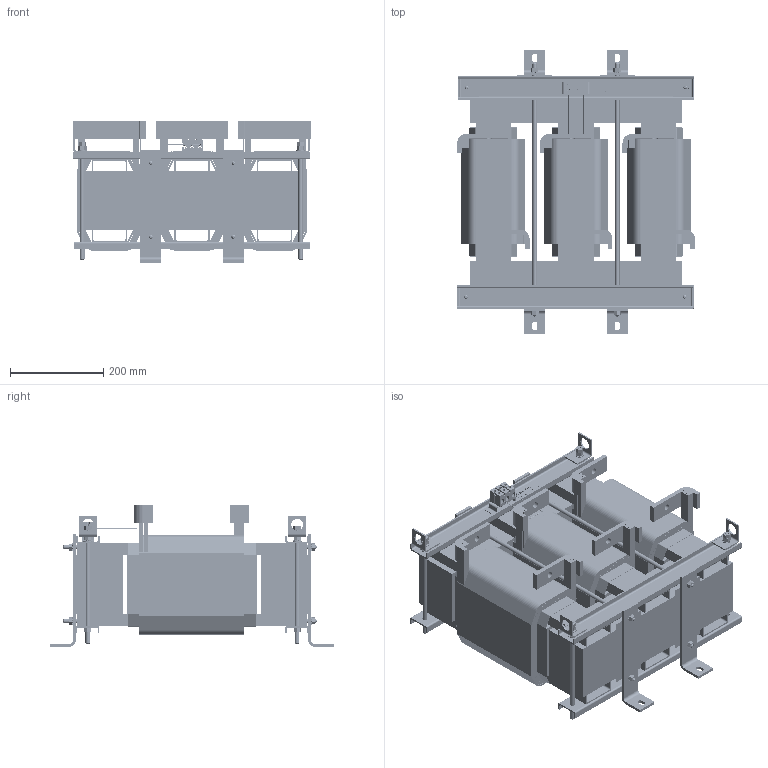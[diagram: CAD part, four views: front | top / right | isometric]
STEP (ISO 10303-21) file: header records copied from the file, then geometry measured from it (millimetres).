
FILE_DESCRIPTION(/* description */ (''),/* implementation_level */ '2;1');
FILE_NAME(/* name */ 'KTRMG600CX1.stp',/* time_stamp */ '2020-06-03T15:10:50-05:00',/* author */ ('jnelson'),/* organization */ (''),/* preprocessor_version */ 'ST-DEVELOPER v17',/* originating_system */ 'Autodesk Inventor 2019',/* authorisation */ '');
FILE_SCHEMA (('AUTOMOTIVE_DESIGN { 1 0 10303 214 3 1 1 }'));
Products named in the file (34): KTRMG600CX1; 24203; 24195; 24200; 28212; 23001; 24200 Wrap; 24195 Winding; 24195 Wrap; 31030; 31030_1; 31003 - Bracket; 22208; 12198; 28970; 22215; 20239; 29477-KTRMG362AMSX1; 28453; 28453_1; 11923insert-hex head; 11923-1; 11923-HEX SCREW; TS2 KTRMG362; TS1 KTRMG362; 14331 WIRING KTRMG362AMS; 30097- LARGE  BLANK  (REACTOR); 14331 WIRING KTRMG362AMS Short Bend; 23698-2; 23973; 11626 AND 1509; 1509; 11626; 1608
Assembly tree (89 placements, depth 4):
  KTRMG600CX1
    24203  x2
    24195  x3
      24200
        28212  x3
        23001  x2
        24200 Wrap
      24195 Winding
      24195 Wrap
    22208  x3
    31030
      31030_1
      31003 - Bracket
    12198  x4
    11626  x12
    28970  x4
    22215  x4
    20239  x6
    29477-KTRMG362AMSX1
    28453
      28453_1
      11923insert-hex head  x3
        11923-1
        11923-HEX SCREW
    TS2 KTRMG362
    TS1 KTRMG362
    14331 WIRING KTRMG362AMS  x2
    14331 WIRING KTRMG362AMS Short Bend  x3
    30097- LARGE  BLANK  (REACTOR)
    23973  x4
    11626 AND 1509  x8
      1509
      11626
    1608  x4
    23698-2  x4
Bounding box: 511.3 x 612.14 x 303.9 mm (x, y, z)
Volume: 31784790.6 mm3; surface area: 9299302.2 mm2
Topology: 411 solids, 411 shells, 12092 faces, 33029 edges, 21802 vertices
Faces by surface type: plane 7654, cylinder 4147, bspline 215, cone 72, sphere 4
Full cylindrical faces by diameter (mm): 1.524 x12, 4.166 x2, 4.496 x3, 4.724 x2, 5.172 x30, 5.436 x2, 6.35 x30, 6.604 x6, 7.01 x6, 7.798 x24, 9.525 x16, 11.176 x20, 13.462 x6, 19.05 x8, 25.4 x4
Entity records: 128360 total; most frequent: CARTESIAN_POINT 26685, ORIENTED_EDGE 21314, DIRECTION 19969, EDGE_CURVE 10657, LINE 8083, VECTOR 8083, VERTEX_POINT 7074, AXIS2_PLACEMENT_3D 5943
